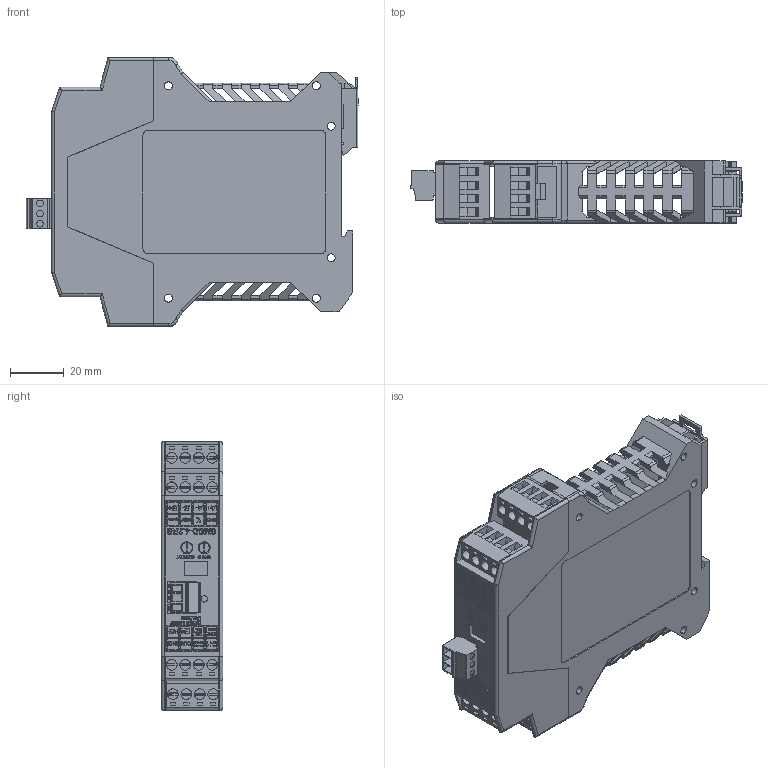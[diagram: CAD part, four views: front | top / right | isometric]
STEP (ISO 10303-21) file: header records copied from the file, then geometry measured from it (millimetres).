
FILE_DESCRIPTION(('FreeCAD Model'),'2;1');
FILE_NAME('Open CASCADE Shape Model','2022-04-06T15:46:08',('Author'),( ''),'Open CASCADE STEP processor 7.5','FreeCAD','Unknown');
FILE_SCHEMA(('AUTOMOTIVE_DESIGN { 1 0 10303 214 1 1 1 1 }'));
Products named in the file (1): SMSD-4.2RS001
Bounding box: 123.5 x 23 x 100 mm (x, y, z)
Volume: 64982.8 mm3; surface area: 66907.6 mm2
Topology: 9 solids, 25 shells, 3547 faces, 9668 edges, 6328 vertices
Faces by surface type: plane 2455, bspline 870, cylinder 218, torus 4
Full cylindrical faces by diameter (mm): 4 x8
Entity records: 296162 total; most frequent: CARTESIAN_POINT 112899, DIRECTION 29275, LINE 22526, VECTOR 22526, ORIENTED_EDGE 19256, PCURVE 19256, DEFINITIONAL_REPRESENTATION 19256, EDGE_CURVE 9660
